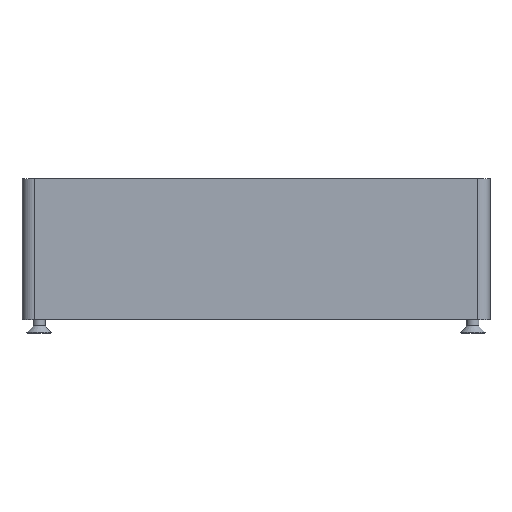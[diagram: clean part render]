
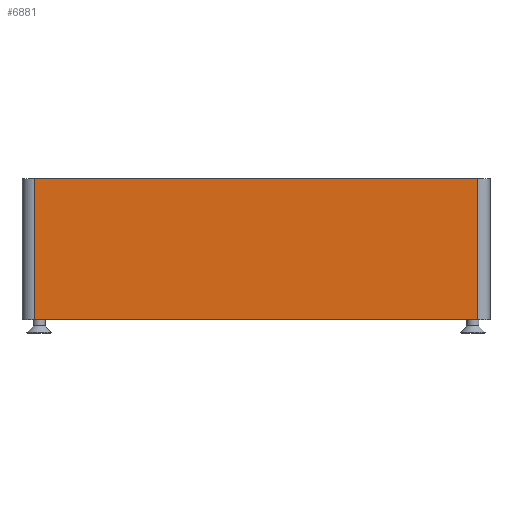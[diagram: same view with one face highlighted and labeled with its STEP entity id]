
A CAD part, left-side view. The second image highlights one B-rep face of the part: STEP entity #6881.
In plain terms, the highlighted planar face has unit normal (-1, 0, 0).
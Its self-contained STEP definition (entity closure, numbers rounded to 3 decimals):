
#508=FACE_OUTER_BOUND('',#897,.T.);
#897=EDGE_LOOP('',(#6234,#6235,#6236,#6237));
#1790=LINE('',#10774,#2700);
#1795=LINE('',#10812,#2705);
#1803=LINE('',#10854,#2713);
#1804=LINE('',#10856,#2714);
#2700=VECTOR('',#8783,10.);
#2705=VECTOR('',#8830,10.);
#2713=VECTOR('',#8902,10.);
#2714=VECTOR('',#8905,10.);
#3347=VERTEX_POINT('',#10771);
#3348=VERTEX_POINT('',#10773);
#3359=VERTEX_POINT('',#10809);
#3360=VERTEX_POINT('',#10811);
#4282=EDGE_CURVE('',#3347,#3348,#1790,.T.);
#4302=EDGE_CURVE('',#3359,#3360,#1795,.T.);
#4325=EDGE_CURVE('',#3347,#3360,#1803,.T.);
#4326=EDGE_CURVE('',#3348,#3359,#1804,.T.);
#6234=ORIENTED_EDGE('',*,*,#4325,.T.);
#6235=ORIENTED_EDGE('',*,*,#4302,.F.);
#6236=ORIENTED_EDGE('',*,*,#4326,.F.);
#6237=ORIENTED_EDGE('',*,*,#4282,.F.);
#6573=PLANE('',#7276);
#6881=ADVANCED_FACE('',(#508),#6573,.T.);
#7276=AXIS2_PLACEMENT_3D('',#10855,#8903,#8904);
#8783=DIRECTION('',(0.,1.,0.));
#8830=DIRECTION('',(0.,-1.,0.));
#8902=DIRECTION('',(0.,0.,1.));
#8903=DIRECTION('center_axis',(-1.,0.,0.));
#8904=DIRECTION('ref_axis',(0.,-1.,0.));
#8905=DIRECTION('',(0.,0.,1.));
#10771=CARTESIAN_POINT('',(2.,5.,-43.));
#10773=CARTESIAN_POINT('',(2.,115.,-43.));
#10774=CARTESIAN_POINT('',(2.,5.,-43.));
#10809=CARTESIAN_POINT('',(2.,115.,-8.));
#10811=CARTESIAN_POINT('',(2.,5.,-8.));
#10812=CARTESIAN_POINT('',(2.,5.,-8.));
#10854=CARTESIAN_POINT('',(2.,5.,-43.));
#10855=CARTESIAN_POINT('Origin',(2.,115.,-43.));
#10856=CARTESIAN_POINT('',(2.,115.,-43.));
